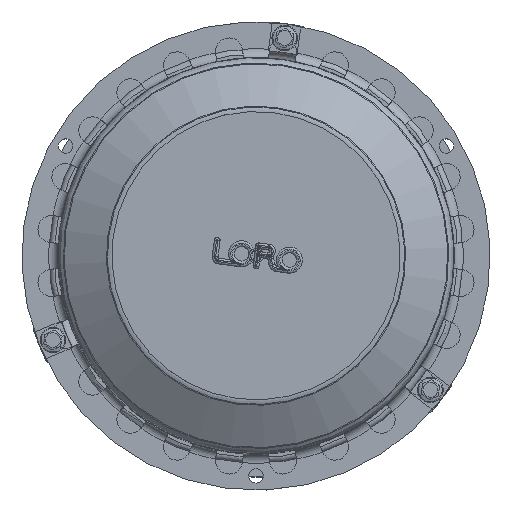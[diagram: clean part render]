
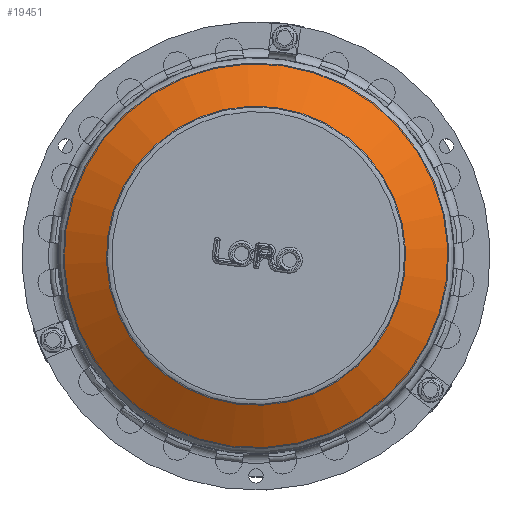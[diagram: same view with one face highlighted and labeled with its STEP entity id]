
A CAD part, top view. The second image highlights one B-rep face of the part: STEP entity #19451.
In plain terms, the highlighted conical face has half-angle 59.744 degrees and reference radius 95.035 mm.
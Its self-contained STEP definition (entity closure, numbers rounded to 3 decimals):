
#2985=FACE_OUTER_BOUND('',#4515,.T.);
#4515=EDGE_LOOP('',(#16950,#16951,#16952,#16953,#16954,#16955));
#5860=CIRCLE('',#24445,83.046);
#5863=CIRCLE('',#24448,83.046);
#5864=CIRCLE('',#24450,107.023);
#5865=CIRCLE('',#24451,107.023);
#7805=VERTEX_POINT('',#47804);
#7806=VERTEX_POINT('',#47805);
#7808=VERTEX_POINT('',#47812);
#7809=VERTEX_POINT('',#47813);
#10922=EDGE_CURVE('',#7805,#7806,#5860,.T.);
#10925=EDGE_CURVE('',#7806,#7805,#5863,.T.);
#10926=EDGE_CURVE('',#7808,#7809,#5864,.T.);
#10927=EDGE_CURVE('',#7809,#7808,#5865,.T.);
#10928=EDGE_CURVE('',#7809,#7806,#20713,.T.);
#16950=ORIENTED_EDGE('',*,*,#10926,.F.);
#16951=ORIENTED_EDGE('',*,*,#10927,.F.);
#16952=ORIENTED_EDGE('',*,*,#10928,.T.);
#16953=ORIENTED_EDGE('',*,*,#10925,.T.);
#16954=ORIENTED_EDGE('',*,*,#10922,.T.);
#16955=ORIENTED_EDGE('',*,*,#10928,.F.);
#18204=CONICAL_SURFACE('',#24449,95.035,1.043);
#19451=ADVANCED_FACE('',(#2985),#18204,.T.);
#20713=LINE('',#47816,#21867);
#21867=VECTOR('',#30709,95.035);
#24445=AXIS2_PLACEMENT_3D('',#47806,#30695,#30696);
#24448=AXIS2_PLACEMENT_3D('',#47810,#30701,#30702);
#24449=AXIS2_PLACEMENT_3D('',#47811,#30703,#30704);
#24450=AXIS2_PLACEMENT_3D('',#47814,#30705,#30706);
#24451=AXIS2_PLACEMENT_3D('',#47815,#30707,#30708);
#30695=DIRECTION('center_axis',(0.,0.,
-1.));
#30696=DIRECTION('ref_axis',(0.991,-0.131,0.));
#30701=DIRECTION('center_axis',(0.,0.,
-1.));
#30702=DIRECTION('ref_axis',(0.991,-0.131,0.));
#30703=DIRECTION('center_axis',(0.,0.,
-1.));
#30704=DIRECTION('ref_axis',(-0.991,0.131,0.));
#30705=DIRECTION('center_axis',(0.,0.,
-1.));
#30706=DIRECTION('ref_axis',(0.991,-0.131,0.));
#30707=DIRECTION('center_axis',(0.,0.,
-1.));
#30708=DIRECTION('ref_axis',(0.991,-0.131,0.));
#30709=DIRECTION('',(-0.856,0.113,0.504));
#47804=CARTESIAN_POINT('',(2809.21,1918.838,380.535));
#47805=CARTESIAN_POINT('',(2902.385,1990.334,380.535));
#47806=CARTESIAN_POINT('Origin',(2820.05,2001.174,380.535));
#47810=CARTESIAN_POINT('Origin',(2820.05,2001.174,380.535));
#47811=CARTESIAN_POINT('Origin',(2820.05,2001.174,373.542));
#47812=CARTESIAN_POINT('',(2806.08,1895.066,366.549));
#47813=CARTESIAN_POINT('',(2926.157,1987.204,366.549));
#47814=CARTESIAN_POINT('Origin',(2820.05,2001.174,366.549));
#47815=CARTESIAN_POINT('Origin',(2820.05,2001.174,366.549));
#47816=CARTESIAN_POINT('',(2914.271,1988.769,373.542));
